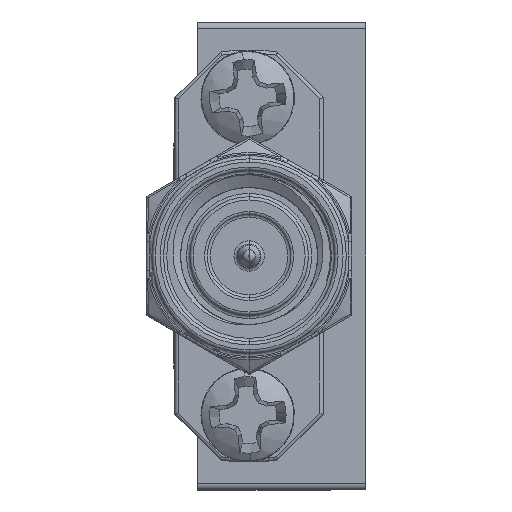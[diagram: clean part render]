
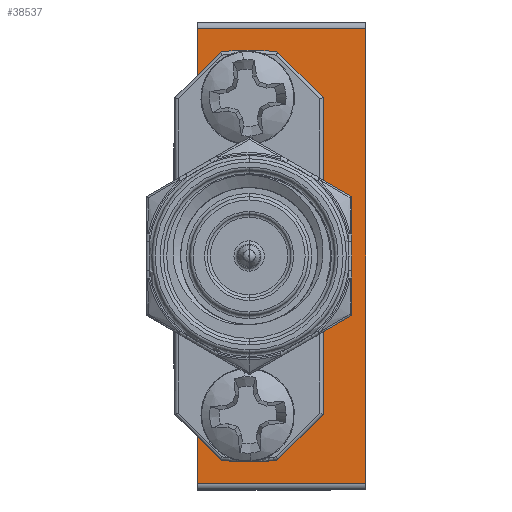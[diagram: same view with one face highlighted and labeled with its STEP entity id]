
A CAD part, left-side view. The second image highlights one B-rep face of the part: STEP entity #38537.
In plain terms, the highlighted planar face has unit normal (-1, 0, 0).
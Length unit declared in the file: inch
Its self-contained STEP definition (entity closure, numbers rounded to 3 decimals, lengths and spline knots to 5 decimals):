
#962 = VERTEX_POINT ( 'NONE', #46445 ) ;
#1925 = DIRECTION ( 'NONE',  ( 0., 0., -1. ) ) ;
#2642 = DIRECTION ( 'NONE',  ( 0., 1., 0. ) ) ;
#4087 = VECTOR ( 'NONE', #5420, 39.37008 ) ;
#4746 = LINE ( 'NONE', #21223, #4087 ) ;
#5420 = DIRECTION ( 'NONE',  ( 0., 0., 1. ) ) ;
#5832 = EDGE_LOOP ( 'NONE', ( #9582, #48535 ) ) ;
#6336 = EDGE_CURVE ( 'NONE', #67723, #58796, #47104, .T. ) ;
#6556 = AXIS2_PLACEMENT_3D ( 'NONE', #63615, #11102, #31944 ) ;
#6633 = CARTESIAN_POINT ( 'NONE',  ( -0.54, 0.058, -0.182 ) ) ;
#6671 = EDGE_CURVE ( 'NONE', #60780, #43291, #12635, .T. ) ;
#6877 = VECTOR ( 'NONE', #46470, 39.37008 ) ;
#9582 = ORIENTED_EDGE ( 'NONE', *, *, #36684, .F. ) ;
#10384 = CARTESIAN_POINT ( 'NONE',  ( -0.54, -0.197, 0.345 ) ) ;
#11068 = EDGE_CURVE ( 'NONE', #17892, #62496, #67954, .T. ) ;
#11102 = DIRECTION ( 'NONE',  ( -1., 0., 0. ) ) ;
#12635 = LINE ( 'NONE', #33456, #40463 ) ;
#12755 = VERTEX_POINT ( 'NONE', #53912 ) ;
#12822 = VECTOR ( 'NONE', #49524, 39.37008 ) ;
#12824 = CARTESIAN_POINT ( 'NONE',  ( -0.54, -0.197, -0.345 ) ) ;
#14041 = DIRECTION ( 'NONE',  ( 0., 0., 1. ) ) ;
#15384 = ORIENTED_EDGE ( 'NONE', *, *, #52477, .T. ) ;
#16583 = ORIENTED_EDGE ( 'NONE', *, *, #23418, .T. ) ;
#17892 = VERTEX_POINT ( 'NONE', #45905 ) ;
#18022 = CARTESIAN_POINT ( 'NONE',  ( -0.54, 0.058, -0.355 ) ) ;
#18460 = EDGE_CURVE ( 'NONE', #20014, #12755, #47127, .T. ) ;
#18646 = CARTESIAN_POINT ( 'NONE',  ( -0.54, -0.018, -0.1885 ) ) ;
#18887 = CARTESIAN_POINT ( 'NONE',  ( -0.54, 0.058, 0.345 ) ) ;
#20014 = VERTEX_POINT ( 'NONE', #52481 ) ;
#20777 = CARTESIAN_POINT ( 'NONE',  ( -0.54, -0.09, 0.182 ) ) ;
#21223 = CARTESIAN_POINT ( 'NONE',  ( -0.54, -0.197, -0.355 ) ) ;
#21877 = CARTESIAN_POINT ( 'NONE',  ( -0.54, 0.058, -0.355 ) ) ;
#23342 = VECTOR ( 'NONE', #58621, 39.37008 ) ;
#23418 = EDGE_CURVE ( 'NONE', #62496, #60780, #4746, .T. ) ;
#24189 = DIRECTION ( 'NONE',  ( 0., 0., 1. ) ) ;
#25113 = EDGE_CURVE ( 'NONE', #28475, #56187, #49368, .T. ) ;
#25137 = CIRCLE ( 'NONE', #47019, 0.0525 ) ;
#25231 = LINE ( 'NONE', #20777, #6877 ) ;
#26774 = AXIS2_PLACEMENT_3D ( 'NONE', #33763, #37949, #28010 ) ;
#27663 = FACE_OUTER_BOUND ( 'NONE', #40451, .T. ) ;
#28010 = DIRECTION ( 'NONE',  ( 0., 0., 1. ) ) ;
#28475 = VERTEX_POINT ( 'NONE', #66556 ) ;
#28534 = AXIS2_PLACEMENT_3D ( 'NONE', #31971, #43306, #54004 ) ;
#28686 = EDGE_CURVE ( 'NONE', #12755, #20014, #32200, .T. ) ;
#29306 = ORIENTED_EDGE ( 'NONE', *, *, #47472, .F. ) ;
#30324 = ORIENTED_EDGE ( 'NONE', *, *, #28686, .F. ) ;
#30498 = ORIENTED_EDGE ( 'NONE', *, *, #6336, .F. ) ;
#31944 = DIRECTION ( 'NONE',  ( 0., 0., 1. ) ) ;
#31971 = CARTESIAN_POINT ( 'NONE',  ( -0.54, -0.018, -0.241 ) ) ;
#32200 = CIRCLE ( 'NONE', #26774, 0.0525 ) ;
#33456 = CARTESIAN_POINT ( 'NONE',  ( -0.54, 0.058, 0.345 ) ) ;
#33763 = CARTESIAN_POINT ( 'NONE',  ( -0.54, -0.018, 0.24 ) ) ;
#35946 = DIRECTION ( 'NONE',  ( 0., -1., 0. ) ) ;
#36684 = EDGE_CURVE ( 'NONE', #56187, #28475, #25137, .T. ) ;
#37949 = DIRECTION ( 'NONE',  ( -1., 0., 0. ) ) ;
#38537 = ADVANCED_FACE ( 'NONE', ( #27663, #52781, #58983 ), #54148, .F. ) ;
#40404 = CARTESIAN_POINT ( 'NONE',  ( -0.54, -0.018, -0.241 ) ) ;
#40451 = EDGE_LOOP ( 'NONE', ( #16583, #67060, #29306, #51835, #30498, #15384, #50723, #62746 ) ) ;
#40463 = VECTOR ( 'NONE', #2642, 39.37008 ) ;
#42642 = CARTESIAN_POINT ( 'NONE',  ( -0.54, -0.09, 0.182 ) ) ;
#43291 = VERTEX_POINT ( 'NONE', #18887 ) ;
#43306 = DIRECTION ( 'NONE',  ( -1., 0., 0. ) ) ;
#44413 = CARTESIAN_POINT ( 'NONE',  ( -0.54, -0.09, -0.182 ) ) ;
#45905 = CARTESIAN_POINT ( 'NONE',  ( -0.54, 0.058, -0.345 ) ) ;
#45933 = CARTESIAN_POINT ( 'NONE',  ( -0.54, 0.058, -0.345 ) ) ;
#46445 = CARTESIAN_POINT ( 'NONE',  ( -0.54, 0.058, 0.182 ) ) ;
#46470 = DIRECTION ( 'NONE',  ( 0., 1., 0. ) ) ;
#47019 = AXIS2_PLACEMENT_3D ( 'NONE', #40404, #61079, #14041 ) ;
#47104 = LINE ( 'NONE', #42642, #56919 ) ;
#47127 = CIRCLE ( 'NONE', #6556, 0.0525 ) ;
#47472 = EDGE_CURVE ( 'NONE', #962, #43291, #55718, .T. ) ;
#47921 = DIRECTION ( 'NONE',  ( 1., 0., 0. ) ) ;
#48535 = ORIENTED_EDGE ( 'NONE', *, *, #25113, .F. ) ;
#48567 = CARTESIAN_POINT ( 'NONE',  ( -0.54, -0.09, 0.182 ) ) ;
#48571 = CARTESIAN_POINT ( 'NONE',  ( -0.54, -0.09, -0.182 ) ) ;
#49223 = AXIS2_PLACEMENT_3D ( 'NONE', #21877, #47921, #1925 ) ;
#49368 = CIRCLE ( 'NONE', #28534, 0.0525 ) ;
#49524 = DIRECTION ( 'NONE',  ( 0., 0., 1. ) ) ;
#50637 = LINE ( 'NONE', #18022, #64199 ) ;
#50723 = ORIENTED_EDGE ( 'NONE', *, *, #60214, .F. ) ;
#51835 = ORIENTED_EDGE ( 'NONE', *, *, #55144, .F. ) ;
#52192 = EDGE_LOOP ( 'NONE', ( #55771, #30324 ) ) ;
#52477 = EDGE_CURVE ( 'NONE', #67723, #64469, #53111, .T. ) ;
#52481 = CARTESIAN_POINT ( 'NONE',  ( -0.54, -0.018, 0.2925 ) ) ;
#52781 = FACE_BOUND ( 'NONE', #5832, .T. ) ;
#53111 = LINE ( 'NONE', #48571, #23342 ) ;
#53912 = CARTESIAN_POINT ( 'NONE',  ( -0.54, -0.018, 0.1875 ) ) ;
#54004 = DIRECTION ( 'NONE',  ( 0., 0., 1. ) ) ;
#54148 = PLANE ( 'NONE',  #49223 ) ;
#55144 = EDGE_CURVE ( 'NONE', #58796, #962, #25231, .T. ) ;
#55718 = LINE ( 'NONE', #60532, #12822 ) ;
#55771 = ORIENTED_EDGE ( 'NONE', *, *, #18460, .F. ) ;
#56187 = VERTEX_POINT ( 'NONE', #18646 ) ;
#56919 = VECTOR ( 'NONE', #63981, 39.37008 ) ;
#58621 = DIRECTION ( 'NONE',  ( 0., 1., 0. ) ) ;
#58796 = VERTEX_POINT ( 'NONE', #48567 ) ;
#58983 = FACE_BOUND ( 'NONE', #52192, .T. ) ;
#60214 = EDGE_CURVE ( 'NONE', #17892, #64469, #50637, .T. ) ;
#60532 = CARTESIAN_POINT ( 'NONE',  ( -0.54, 0.058, -0.355 ) ) ;
#60780 = VERTEX_POINT ( 'NONE', #10384 ) ;
#61079 = DIRECTION ( 'NONE',  ( -1., 0., 0. ) ) ;
#62423 = VECTOR ( 'NONE', #35946, 39.37008 ) ;
#62496 = VERTEX_POINT ( 'NONE', #12824 ) ;
#62746 = ORIENTED_EDGE ( 'NONE', *, *, #11068, .T. ) ;
#63615 = CARTESIAN_POINT ( 'NONE',  ( -0.54, -0.018, 0.24 ) ) ;
#63981 = DIRECTION ( 'NONE',  ( 0., 0., 1. ) ) ;
#64199 = VECTOR ( 'NONE', #24189, 39.37008 ) ;
#64469 = VERTEX_POINT ( 'NONE', #6633 ) ;
#66556 = CARTESIAN_POINT ( 'NONE',  ( -0.54, -0.018, -0.2935 ) ) ;
#67060 = ORIENTED_EDGE ( 'NONE', *, *, #6671, .T. ) ;
#67723 = VERTEX_POINT ( 'NONE', #44413 ) ;
#67954 = LINE ( 'NONE', #45933, #62423 ) ;
